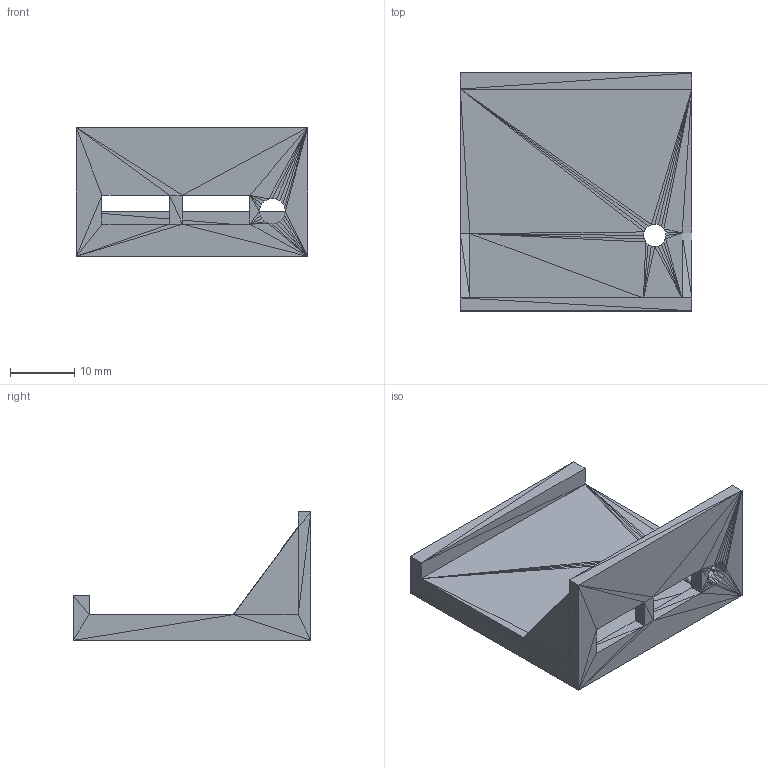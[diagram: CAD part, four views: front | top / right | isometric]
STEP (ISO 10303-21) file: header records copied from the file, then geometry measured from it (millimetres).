
FILE_DESCRIPTION(/* description */ ('','CAx-IF Rec.Pracs.---Representation and Presentation of Product Manufacturing Information (PMI)---4.0---2014-10-13'),/* implementation_level */ '2;1');
FILE_NAME(/* name */ 'assimilator_mount_2.step',/* time_stamp */ '2024-12-06T15:29:24-05:00',/* author */ (''),/* organization */ (''),/* preprocessor_version */ 'ST-DEVELOPER v20',/* originating_system */ 'Autodesk Translation Framework v13.20.0.188',/* authorisation */ '');
FILE_SCHEMA (('AP242_MANAGED_MODEL_BASED_3D_ENGINEERING_MIM_LF { 1 0 10303 442 1 1 4 }'));
Length unit declared in the file: millimetre
Products named in the file (1): (Unsaved)
Bounding box: 36 x 37 x 20 mm (x, y, z)
Volume: 6703.4 mm3; surface area: 4904.7 mm2
Topology: 1 solids, 1 shells, 258 faces, 387 edges, 123 vertices
Faces by surface type: plane 258
Entity records: 5060 total; most frequent: DIRECTION 905, ORIENTED_EDGE 774, CARTESIAN_POINT 769, LINE 387, VECTOR 387, EDGE_CURVE 387, AXIS2_PLACEMENT_3D 259, FACE_OUTER_BOUND 258
